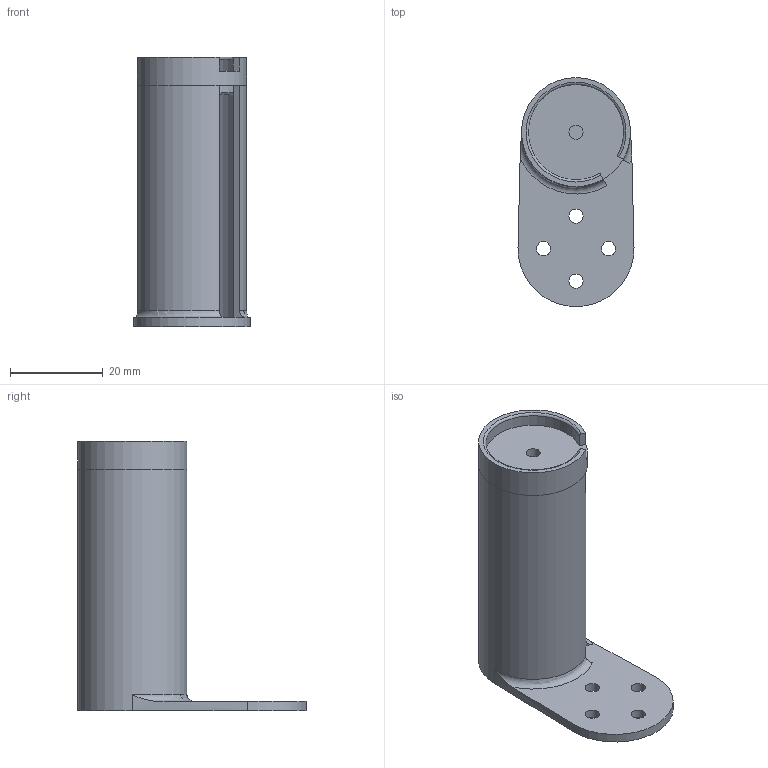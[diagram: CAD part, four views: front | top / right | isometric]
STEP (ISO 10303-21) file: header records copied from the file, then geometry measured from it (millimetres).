
FILE_DESCRIPTION(/* description */ (''),/* implementation_level */ '2;1');
FILE_NAME(/* name */ 'ArmHolderWhole.step',/* time_stamp */ '2024-04-22T19:47:45+01:00',/* author */ (''),/* organization */ (''),/* preprocessor_version */ 'ST-DEVELOPER v20',/* originating_system */ 'Autodesk Translation Framework v12.20.1.177',/* authorisation */ '');
FILE_SCHEMA (('AUTOMOTIVE_DESIGN { 1 0 10303 214 3 1 1 }'));
Length unit declared in the file: millimetre
Products named in the file (1): arm holder v3
Bounding box: 25 x 49.21 x 58 mm (x, y, z)
Volume: 9041.9 mm3; surface area: 10501.3 mm2
Topology: 2 solids, 2 shells, 28 faces, 69 edges, 46 vertices
Faces by surface type: plane 11, cylinder 11, torus 4, bspline 2
Full cylindrical faces by diameter (mm): 3.05 x5, 20.25 x1, 23.5 x1
Entity records: 1039 total; most frequent: CARTESIAN_POINT 306, DIRECTION 153, ORIENTED_EDGE 138, EDGE_CURVE 69, AXIS2_PLACEMENT_3D 63, VERTEX_POINT 46, EDGE_LOOP 39, CIRCLE 36
